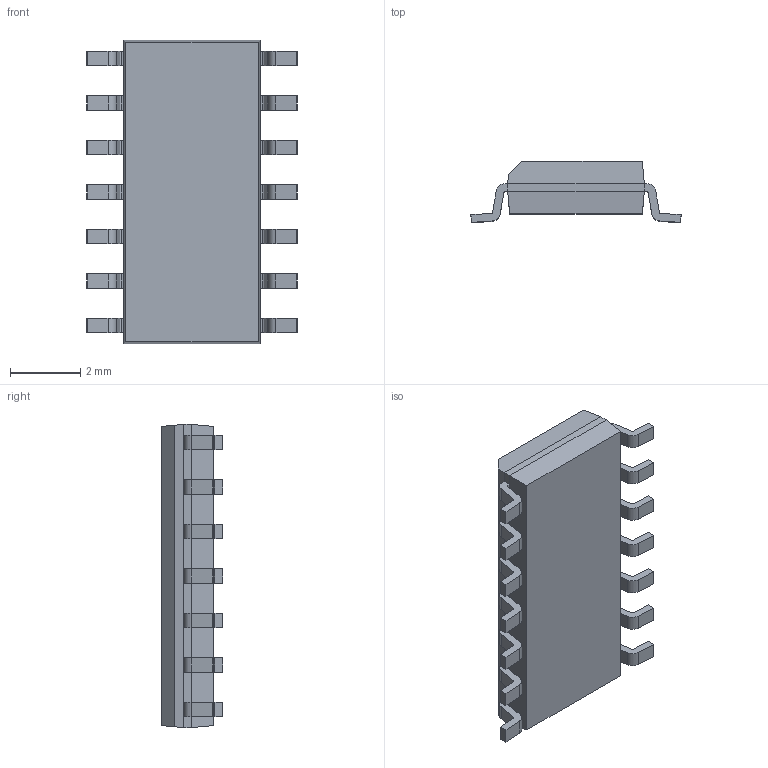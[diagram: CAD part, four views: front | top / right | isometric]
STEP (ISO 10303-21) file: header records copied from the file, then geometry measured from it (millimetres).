
FILE_DESCRIPTION (( 'STEP AP214' ), '1' );
FILE_NAME ('LM324DT.STEP', '2023-03-15T10:34:00', ( '' ), ( '' ), 'SwSTEP 2.0', 'SolidWorks 2021', '' );
FILE_SCHEMA (( 'AUTOMOTIVE_DESIGN' ));
Length unit declared in the file: millimetre
Products named in the file (1): LM324DT
Bounding box: 6 x 1.75 x 8.65 mm (x, y, z)
Volume: 51.3 mm3; surface area: 133.1 mm2
Topology: 15 solids, 15 shells, 211 faces, 535 edges, 354 vertices
Faces by surface type: plane 155, cylinder 56
Entity records: 6477 total; most frequent: CARTESIAN_POINT 1101, DIRECTION 1071, ORIENTED_EDGE 1070, EDGE_CURVE 535, VECTOR 423, LINE 423, VERTEX_POINT 354, AXIS2_PLACEMENT_3D 324
